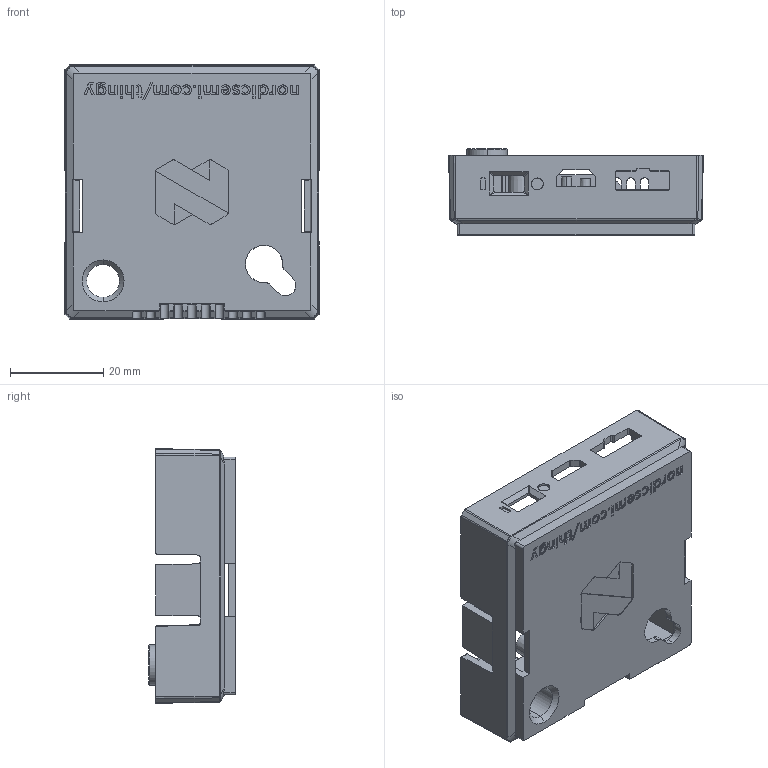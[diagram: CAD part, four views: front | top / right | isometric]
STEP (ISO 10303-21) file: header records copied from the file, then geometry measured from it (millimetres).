
FILE_DESCRIPTION (( 'STEP AP214' ), '1' );
FILE_NAME ('Thingy Base_14-02-2017.STEP', '2017-02-15T12:58:21', ( '' ), ( '' ), 'SwSTEP 2.0', 'SolidWorks 2016', '' );
FILE_SCHEMA (( 'AUTOMOTIVE_DESIGN' ));
Length unit declared in the file: millimetre
Products named in the file (1): Thingy Base_14-02-2017
Bounding box: 54.51 x 18.5 x 54.51 mm (x, y, z)
Volume: 9966.8 mm3; surface area: 14546.7 mm2
Topology: 1 solids, 1 shells, 730 faces, 2083 edges, 1365 vertices
Faces by surface type: plane 433, bspline 142, cylinder 98, cone 53, torus 4
Entity records: 24528 total; most frequent: CARTESIAN_POINT 6915, ORIENTED_EDGE 4166, DIRECTION 2934, EDGE_CURVE 2083, VECTOR 1438, LINE 1438, VERTEX_POINT 1365, EDGE_LOOP 774
